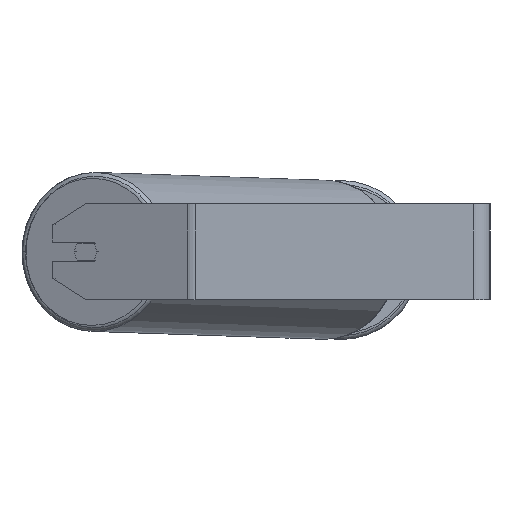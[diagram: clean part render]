
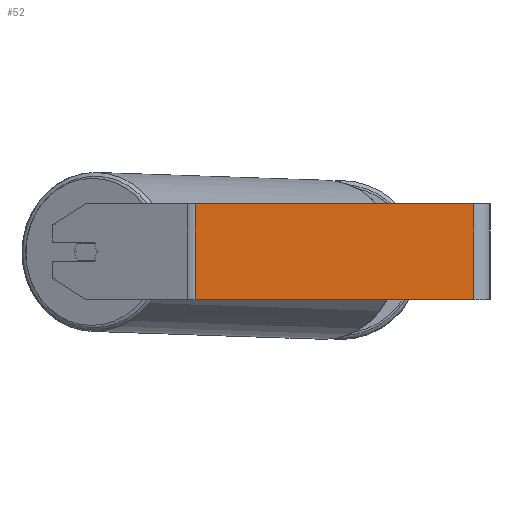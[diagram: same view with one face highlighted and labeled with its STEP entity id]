
A CAD part, left-side view. The second image highlights one B-rep face of the part: STEP entity #52.
In plain terms, the highlighted planar face has unit normal (-1, 0, 0).
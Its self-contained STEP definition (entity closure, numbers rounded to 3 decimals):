
#47 = LINE ( 'NONE', #3993, #2342 ) ;
#52 = ADVANCED_FACE ( 'NONE', ( #7764 ), #4500, .F. ) ;
#150 = CARTESIAN_POINT ( 'NONE',  ( -745., 246.563, 40. ) ) ;
#231 = VECTOR ( 'NONE', #7139, 1000. ) ;
#316 = VECTOR ( 'NONE', #5748, 1000. ) ;
#321 = EDGE_CURVE ( 'NONE', #3740, #2735, #900, .T. ) ;
#447 = CARTESIAN_POINT ( 'NONE',  ( -745., 14., -40. ) ) ;
#900 = LINE ( 'NONE', #150, #2244 ) ;
#1817 = ORIENTED_EDGE ( 'NONE', *, *, #4706, .F. ) ;
#2186 = DIRECTION ( 'NONE',  ( 0., 0., -1. ) ) ;
#2244 = VECTOR ( 'NONE', #2186, 1000. ) ;
#2342 = VECTOR ( 'NONE', #2757, 1000. ) ;
#2361 = EDGE_CURVE ( 'NONE', #5824, #8307, #8535, .T. ) ;
#2373 = DIRECTION ( 'NONE',  ( 1., 0., 0. ) ) ;
#2735 = VERTEX_POINT ( 'NONE', #8385 ) ;
#2757 = DIRECTION ( 'NONE',  ( 0., -1., 0. ) ) ;
#2987 = EDGE_LOOP ( 'NONE', ( #6213, #3166, #1817, #4201 ) ) ;
#3033 = DIRECTION ( 'NONE',  ( 0., 0., -1. ) ) ;
#3166 = ORIENTED_EDGE ( 'NONE', *, *, #2361, .F. ) ;
#3383 = AXIS2_PLACEMENT_3D ( 'NONE', #4403, #2373, #3033 ) ;
#3714 = CARTESIAN_POINT ( 'NONE',  ( -745., 14., 40. ) ) ;
#3740 = VERTEX_POINT ( 'NONE', #4381 ) ;
#3993 = CARTESIAN_POINT ( 'NONE',  ( -745., 249.667, 40. ) ) ;
#4201 = ORIENTED_EDGE ( 'NONE', *, *, #321, .T. ) ;
#4362 = CARTESIAN_POINT ( 'NONE',  ( -745., 249.667, -40. ) ) ;
#4381 = CARTESIAN_POINT ( 'NONE',  ( -745., 246.563, 40. ) ) ;
#4403 = CARTESIAN_POINT ( 'NONE',  ( -745., 249.667, 40. ) ) ;
#4500 = PLANE ( 'NONE',  #3383 ) ;
#4706 = EDGE_CURVE ( 'NONE', #3740, #5824, #47, .T. ) ;
#4977 = LINE ( 'NONE', #4362, #231 ) ;
#5673 = EDGE_CURVE ( 'NONE', #2735, #8307, #4977, .T. ) ;
#5748 = DIRECTION ( 'NONE',  ( 0., 0., -1. ) ) ;
#5824 = VERTEX_POINT ( 'NONE', #6655 ) ;
#6213 = ORIENTED_EDGE ( 'NONE', *, *, #5673, .T. ) ;
#6655 = CARTESIAN_POINT ( 'NONE',  ( -745., 14., 40. ) ) ;
#7139 = DIRECTION ( 'NONE',  ( 0., -1., 0. ) ) ;
#7764 = FACE_OUTER_BOUND ( 'NONE', #2987, .T. ) ;
#8307 = VERTEX_POINT ( 'NONE', #447 ) ;
#8385 = CARTESIAN_POINT ( 'NONE',  ( -745., 246.563, -40. ) ) ;
#8535 = LINE ( 'NONE', #3714, #316 ) ;
